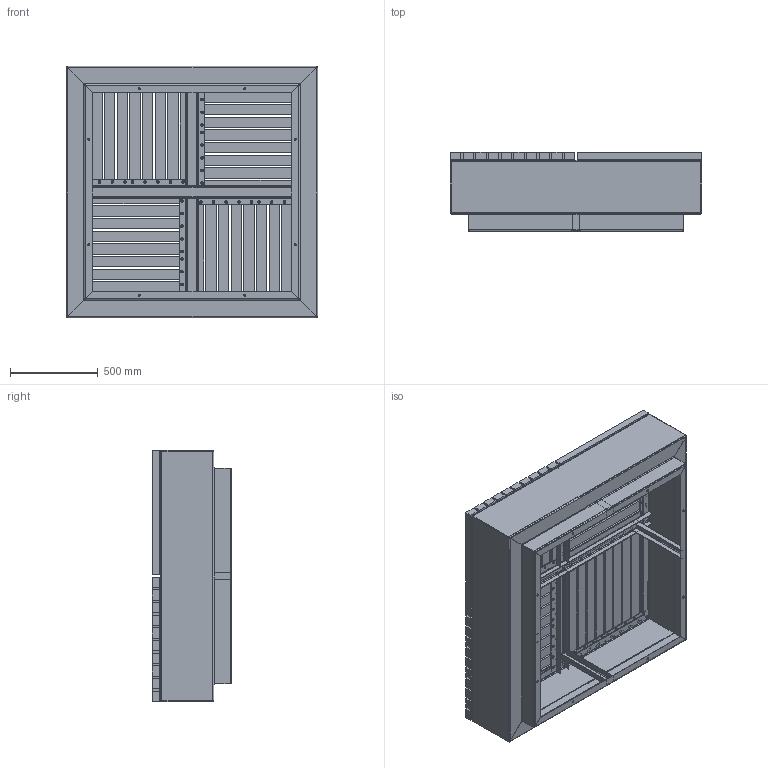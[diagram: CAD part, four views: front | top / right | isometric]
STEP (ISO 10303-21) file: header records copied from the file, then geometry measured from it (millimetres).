
FILE_DESCRIPTION (( 'STEP AP203' ), '1' );
FILE_NAME ('HO.S1430.Al.STEP', '2020-06-25T09:27:08', ( '' ), ( '' ), 'SwSTEP 2.0', 'SolidWorks 2019', '' );
FILE_SCHEMA (( 'CONFIG_CONTROL_DESIGN' ));
Length unit declared in the file: millimetre
Products named in the file (16): HO.S1430.Al Top Strip 1; HO.S1430.Al Reinforcement3; HO.S1430.AL Wood; HO.S1430.Al Wood Panel; HO.S1430.Al Top; HO.S1430.Al; HO.S1430.Al Reinforcement2; HO.S1430.Al Reinforcement1; HO.S1430.Al Top Strip 2; HO.S1430.Al Wall
Assembly tree (75 placements, depth 4):
  HO.S1430.Al
    HO.S1430.Al Wall  x4
    HO.S1430.Al Reinforcement1
    HO.S1430.Al Reinforcement2  x2
    HO.S1430.Al Wood Panel
      HO.S1430.AL Wood  x10
      HO.S1430.Al Top
        HO.S1430.Al Top Strip 1  x2
        HO.S1430.Al Top Strip 2  x2
    HO.S1430.Al Wood Panel
      HO.S1430.AL Wood  x10
      HO.S1430.Al Top
        HO.S1430.Al Top Strip 1  x2
        HO.S1430.Al Top Strip 2  x2
    HO.S1430.Al Wood Panel
      HO.S1430.AL Wood  x10
      HO.S1430.Al Top
        HO.S1430.Al Top Strip 1  x2
        HO.S1430.Al Top Strip 2  x2
    HO.S1430.Al Wood Panel
      HO.S1430.AL Wood  x10
      HO.S1430.Al Top
        HO.S1430.Al Top Strip 1  x2
        HO.S1430.Al Top Strip 2  x2
    HO.S1430.Al Reinforcement3  x4
Bounding box: 1428 x 450 x 1428 mm (x, y, z)
Volume: 85948861.2 mm3; surface area: 14574925.1 mm2
Topology: 67 solids, 67 shells, 1555 faces, 3717 edges, 2296 vertices
Faces by surface type: plane 607, cylinder 596, cone 320, bspline 32
Entity records: 11258 total; most frequent: CARTESIAN_POINT 1584, DIRECTION 1460, ORIENTED_EDGE 1220, EDGE_CURVE 610, AXIS2_PLACEMENT_3D 534, LINE 392, VECTOR 392, VERTEX_POINT 370
